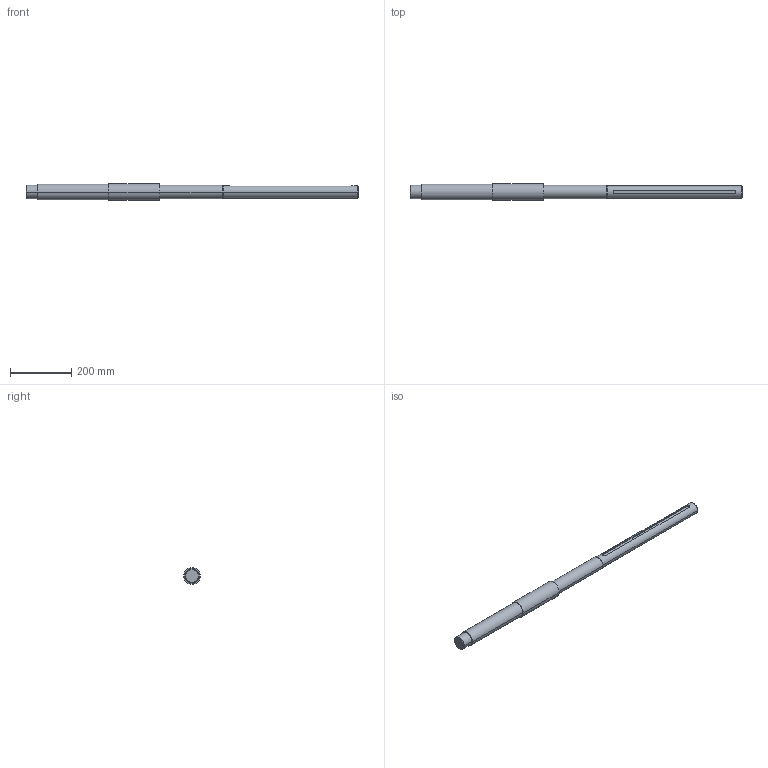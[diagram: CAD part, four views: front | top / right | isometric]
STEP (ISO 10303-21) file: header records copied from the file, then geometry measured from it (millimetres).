
FILE_DESCRIPTION((''),'2;1');
FILE_NAME('GETRIEBEWELLE','2020-05-07T10:06:22',('Dennis Viellieber'),(''),'CREO PARAMETRIC BY PTC INC, 2018100','CREO PARAMETRIC BY PTC INC, 2018100','');
FILE_SCHEMA(('AUTOMOTIVE_DESIGN { 1 0 10303 214 1 1 1 1 }'));
Length unit declared in the file: millimetre
Products named in the file (1): GETRIEBEWELLE
Bounding box: 1084 x 55 x 55 mm (x, y, z)
Volume: 1760992 mm3; surface area: 164495.8 mm2
Topology: 1 solids, 1 shells, 31 faces, 67 edges, 42 vertices
Faces by surface type: plane 13, cylinder 12, cone 6
Entity records: 1247 total; most frequent: CARTESIAN_POINT 329, DIRECTION 170, ORIENTED_EDGE 134, EDGE_CURVE 67, AXIS2_PLACEMENT_3D 66, VERTEX_POINT 42, VECTOR 35, LINE 35
